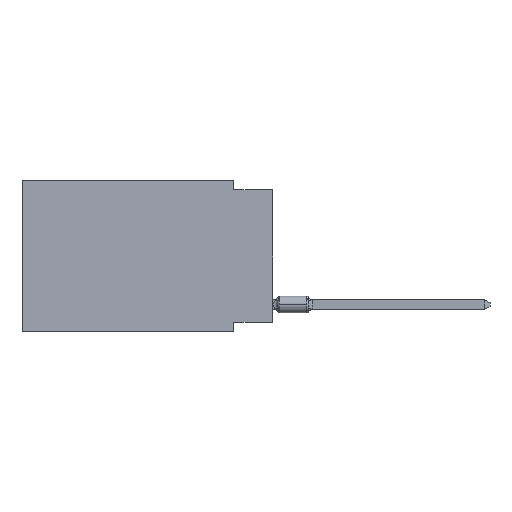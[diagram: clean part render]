
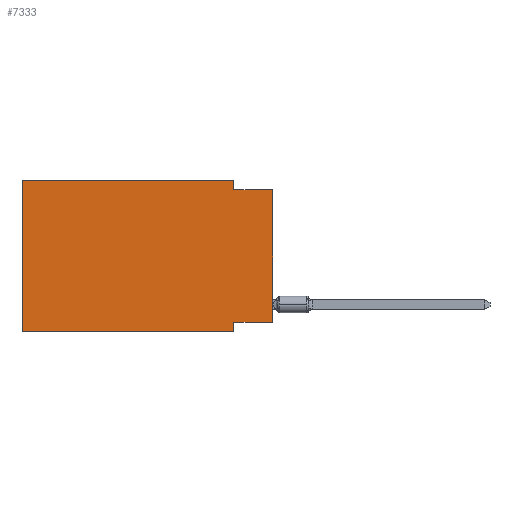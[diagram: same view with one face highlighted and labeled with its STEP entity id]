
A CAD part, left-side view. The second image highlights one B-rep face of the part: STEP entity #7333.
In plain terms, the highlighted planar face has unit normal (-1, 0, 0).
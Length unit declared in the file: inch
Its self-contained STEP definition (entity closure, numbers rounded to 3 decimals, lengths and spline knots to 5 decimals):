
#63 = DIRECTION ( 'NONE',  ( 0., 0., 1. ) ) ;
#470 = VERTEX_POINT ( 'NONE', #647 ) ;
#647 = CARTESIAN_POINT ( 'NONE',  ( 0., 0.1, 0. ) ) ;
#749 = ORIENTED_EDGE ( 'NONE', *, *, #13651, .F. ) ;
#781 = ORIENTED_EDGE ( 'NONE', *, *, #7077, .F. ) ;
#1178 = LINE ( 'NONE', #5526, #8408 ) ;
#1660 = LINE ( 'NONE', #4803, #8339 ) ;
#1749 = CARTESIAN_POINT ( 'NONE',  ( 0., 0.1, -0.39 ) ) ;
#1997 = EDGE_CURVE ( 'NONE', #470, #11283, #4889, .T. ) ;
#2550 = CARTESIAN_POINT ( 'NONE',  ( 0., 0.1, 0. ) ) ;
#2756 = DIRECTION ( 'NONE',  ( 0., 0., -1. ) ) ;
#3160 = DIRECTION ( 'NONE',  ( 0., 0., -1. ) ) ;
#3232 = DIRECTION ( 'NONE',  ( 1., 0., 0. ) ) ;
#3247 = VERTEX_POINT ( 'NONE', #1749 ) ;
#3486 = LINE ( 'NONE', #5545, #7027 ) ;
#3661 = CARTESIAN_POINT ( 'NONE',  ( 0., 0.645, 0. ) ) ;
#3865 = VECTOR ( 'NONE', #10214, 39.37008 ) ;
#3991 = CARTESIAN_POINT ( 'NONE',  ( 0., 0.1, -0.365 ) ) ;
#4228 = FACE_OUTER_BOUND ( 'NONE', #10716, .T. ) ;
#4288 = VERTEX_POINT ( 'NONE', #4558 ) ;
#4558 = CARTESIAN_POINT ( 'NONE',  ( 0., 0.645, -0.39 ) ) ;
#4803 = CARTESIAN_POINT ( 'NONE',  ( 0., 0., -0.025 ) ) ;
#4827 = DIRECTION ( 'NONE',  ( 0., -1., 0. ) ) ;
#4889 = LINE ( 'NONE', #2550, #6210 ) ;
#5242 = ORIENTED_EDGE ( 'NONE', *, *, #5302, .F. ) ;
#5302 = EDGE_CURVE ( 'NONE', #4288, #12299, #6433, .T. ) ;
#5526 = CARTESIAN_POINT ( 'NONE',  ( 0., 0.645, 0. ) ) ;
#5545 = CARTESIAN_POINT ( 'NONE',  ( 0., 0., -0.365 ) ) ;
#5846 = CARTESIAN_POINT ( 'NONE',  ( 0., 0., 0. ) ) ;
#6159 = CARTESIAN_POINT ( 'NONE',  ( 0., 0., -0.025 ) ) ;
#6210 = VECTOR ( 'NONE', #2756, 39.37008 ) ;
#6312 = VECTOR ( 'NONE', #4827, 39.37008 ) ;
#6392 = VECTOR ( 'NONE', #63, 39.37008 ) ;
#6433 = LINE ( 'NONE', #9861, #6392 ) ;
#7027 = VECTOR ( 'NONE', #10067, 39.37008 ) ;
#7077 = EDGE_CURVE ( 'NONE', #11283, #12065, #1660, .T. ) ;
#7208 = CARTESIAN_POINT ( 'NONE',  ( 0., 0.1, -0.025 ) ) ;
#7333 = ADVANCED_FACE ( 'NONE', ( #4228 ), #8598, .F. ) ;
#7834 = CARTESIAN_POINT ( 'NONE',  ( 0., 0.645, -0.39 ) ) ;
#7860 = EDGE_CURVE ( 'NONE', #4288, #3247, #11208, .T. ) ;
#8061 = CARTESIAN_POINT ( 'NONE',  ( 0., 0.1, -0.39 ) ) ;
#8339 = VECTOR ( 'NONE', #11610, 39.37008 ) ;
#8405 = ORIENTED_EDGE ( 'NONE', *, *, #1997, .F. ) ;
#8408 = VECTOR ( 'NONE', #9904, 39.37008 ) ;
#8561 = CARTESIAN_POINT ( 'NONE',  ( 0., 0., -0.365 ) ) ;
#8598 = PLANE ( 'NONE',  #13253 ) ;
#8788 = ORIENTED_EDGE ( 'NONE', *, *, #12698, .T. ) ;
#8994 = ORIENTED_EDGE ( 'NONE', *, *, #10822, .F. ) ;
#9072 = LINE ( 'NONE', #5846, #3865 ) ;
#9861 = CARTESIAN_POINT ( 'NONE',  ( 0., 0.645, 0. ) ) ;
#9904 = DIRECTION ( 'NONE',  ( 0., -1., 0. ) ) ;
#10030 = VERTEX_POINT ( 'NONE', #3991 ) ;
#10067 = DIRECTION ( 'NONE',  ( 0., 1., 0. ) ) ;
#10214 = DIRECTION ( 'NONE',  ( 0., 0., 1. ) ) ;
#10716 = EDGE_LOOP ( 'NONE', ( #8788, #781, #8405, #8994, #5242, #13673, #13878, #749 ) ) ;
#10822 = EDGE_CURVE ( 'NONE', #12299, #470, #1178, .T. ) ;
#11208 = LINE ( 'NONE', #7834, #6312 ) ;
#11283 = VERTEX_POINT ( 'NONE', #7208 ) ;
#11607 = EDGE_CURVE ( 'NONE', #10030, #3247, #13540, .T. ) ;
#11610 = DIRECTION ( 'NONE',  ( 0., -1., 0. ) ) ;
#11660 = VERTEX_POINT ( 'NONE', #8561 ) ;
#12065 = VERTEX_POINT ( 'NONE', #6159 ) ;
#12299 = VERTEX_POINT ( 'NONE', #3661 ) ;
#12457 = DIRECTION ( 'NONE',  ( 0., 0., -1. ) ) ;
#12698 = EDGE_CURVE ( 'NONE', #11660, #12065, #9072, .T. ) ;
#12995 = CARTESIAN_POINT ( 'NONE',  ( 0., 0.645, 0. ) ) ;
#13253 = AXIS2_PLACEMENT_3D ( 'NONE', #12995, #3232, #3160 ) ;
#13540 = LINE ( 'NONE', #8061, #13711 ) ;
#13651 = EDGE_CURVE ( 'NONE', #11660, #10030, #3486, .T. ) ;
#13673 = ORIENTED_EDGE ( 'NONE', *, *, #7860, .T. ) ;
#13711 = VECTOR ( 'NONE', #12457, 39.37008 ) ;
#13878 = ORIENTED_EDGE ( 'NONE', *, *, #11607, .F. ) ;
